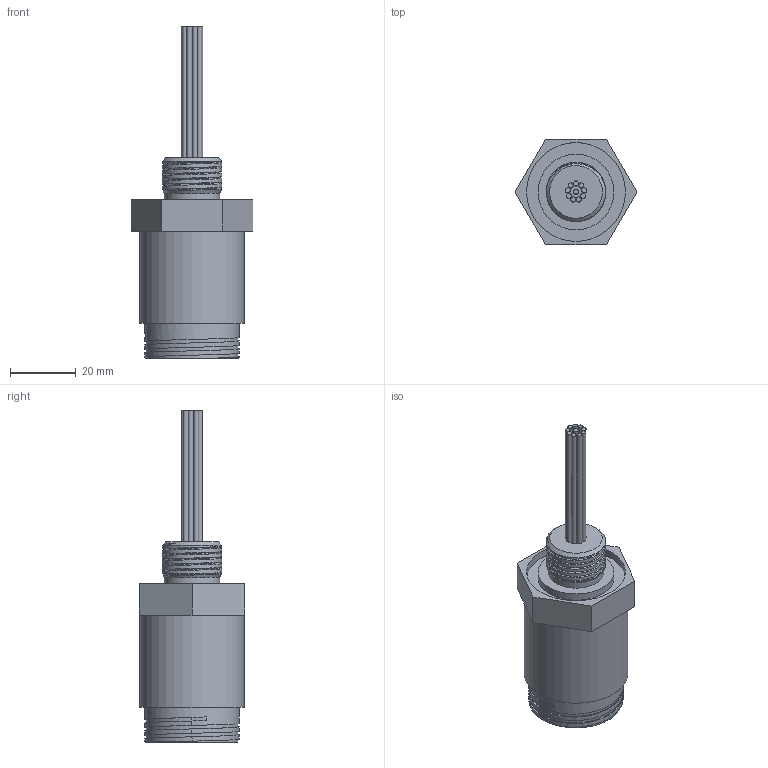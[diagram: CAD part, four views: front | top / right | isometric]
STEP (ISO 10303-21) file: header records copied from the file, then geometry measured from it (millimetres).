
FILE_DESCRIPTION(/* description */ (''),/* implementation_level */ '2;1');
FILE_NAME(/* name */ 'BCR2010F.stp',/* time_stamp */ '2014-11-20T13:12:32+01:00',/* author */ ('sh'),/* organization */ (''),/* preprocessor_version */ 'ST-DEVELOPER v15.2',/* originating_system */ 'Autodesk Inventor 2014',/* authorisation */ '');
FILE_SCHEMA (('AUTOMOTIVE_DESIGN { 1 0 10303 214 3 1 1 }'));
Length unit declared in the file: millimetre
Products named in the file (1): BCR2010F
Bounding box: 36.95 x 32 x 100.7 mm (x, y, z)
Volume: 38561.2 mm3; surface area: 11685.6 mm2
Topology: 1 solids, 1 shells, 278 faces, 691 edges, 458 vertices
Faces by surface type: bspline 121, plane 121, cylinder 31, cone 5
Full cylindrical faces by diameter (mm): 1.5 x10, 3 x10, 16.845 x1, 23 x1, 25 x1, 28.6 x3, 30 x1, 31.6 x1
Entity records: 10586 total; most frequent: CARTESIAN_POINT 4886, ORIENTED_EDGE 1298, DIRECTION 767, EDGE_CURVE 649, VERTEX_POINT 449, LINE 347, VECTOR 347, EDGE_LOOP 344
